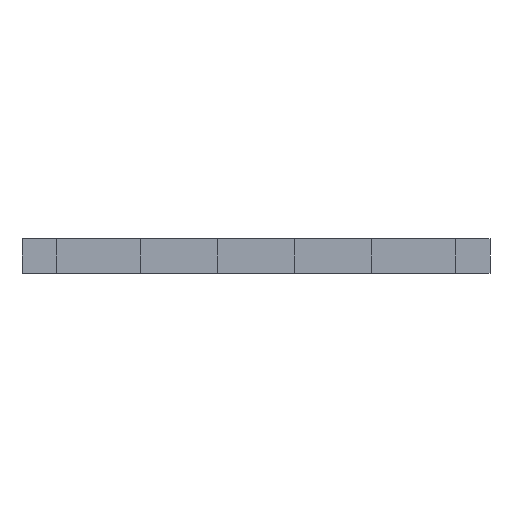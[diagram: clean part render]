
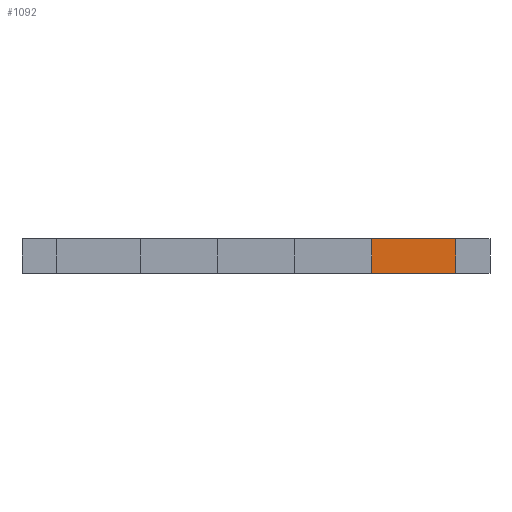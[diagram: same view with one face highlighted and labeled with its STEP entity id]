
A CAD part, left-side view. The second image highlights one B-rep face of the part: STEP entity #1092.
In plain terms, the highlighted planar face has unit normal (-1, 0, 0).
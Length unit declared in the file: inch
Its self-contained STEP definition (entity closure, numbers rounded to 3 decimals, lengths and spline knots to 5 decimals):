
#46=FACE_OUTER_BOUND('',#100,.T.);
#100=EDGE_LOOP('',(#819,#820,#821,#822));
#215=LINE('',#1643,#371);
#217=LINE('',#1647,#373);
#218=LINE('',#1649,#374);
#219=LINE('',#1650,#375);
#371=VECTOR('',#1345,0.3937);
#373=VECTOR('',#1349,0.3937);
#374=VECTOR('',#1350,0.3937);
#375=VECTOR('',#1351,0.3937);
#497=VERTEX_POINT('',#1640);
#498=VERTEX_POINT('',#1642);
#499=VERTEX_POINT('',#1646);
#500=VERTEX_POINT('',#1648);
#631=EDGE_CURVE('',#497,#498,#215,.T.);
#633=EDGE_CURVE('',#499,#497,#217,.T.);
#634=EDGE_CURVE('',#499,#500,#218,.T.);
#635=EDGE_CURVE('',#500,#498,#219,.T.);
#819=ORIENTED_EDGE('',*,*,#633,.F.);
#820=ORIENTED_EDGE('',*,*,#634,.T.);
#821=ORIENTED_EDGE('',*,*,#635,.T.);
#822=ORIENTED_EDGE('',*,*,#631,.F.);
#1038=PLANE('',#1166);
#1092=ADVANCED_FACE('',(#46),#1038,.F.);
#1166=AXIS2_PLACEMENT_3D('',#1645,#1347,#1348);
#1345=DIRECTION('',(0.,0.,-1.));
#1347=DIRECTION('center_axis',(1.,0.,0.));
#1348=DIRECTION('ref_axis',(0.,-1.,0.));
#1349=DIRECTION('',(0.,-1.,0.));
#1350=DIRECTION('',(0.,0.,-1.));
#1351=DIRECTION('',(0.,-1.,0.));
#1640=CARTESIAN_POINT('',(4.56693,0.23622,0.));
#1642=CARTESIAN_POINT('',(4.56693,0.23622,-0.11811));
#1643=CARTESIAN_POINT('',(4.56693,0.23622,0.));
#1645=CARTESIAN_POINT('Origin',(4.56693,0.52657,0.));
#1646=CARTESIAN_POINT('',(4.56693,0.52657,0.));
#1647=CARTESIAN_POINT('',(4.56693,0.52657,0.));
#1648=CARTESIAN_POINT('',(4.56693,0.52657,-0.11811));
#1649=CARTESIAN_POINT('',(4.56693,0.52657,0.));
#1650=CARTESIAN_POINT('',(4.56693,0.52657,-0.11811));
